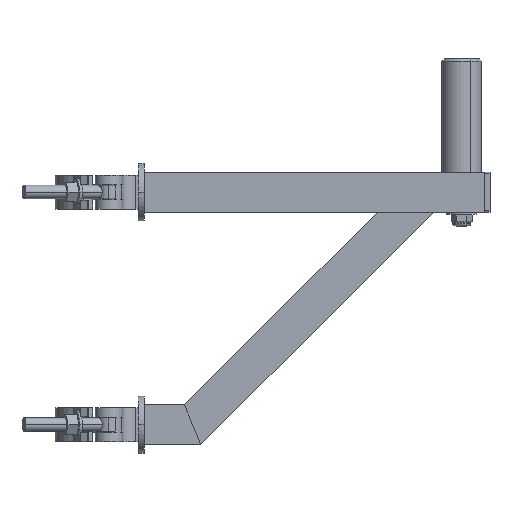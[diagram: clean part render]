
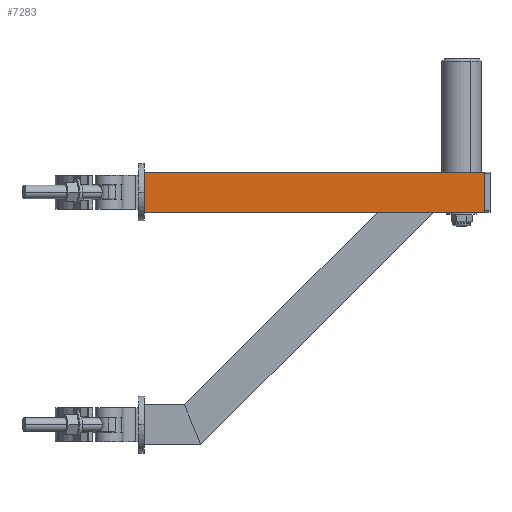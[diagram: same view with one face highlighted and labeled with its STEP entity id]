
A CAD part, top view. The second image highlights one B-rep face of the part: STEP entity #7283.
In plain terms, the highlighted planar face has unit normal (0, 0, 1).
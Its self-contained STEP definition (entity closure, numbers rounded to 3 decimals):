
#196 = CARTESIAN_POINT ( 'NONE',  ( 300., 0., 17.5 ) ) ;
#353 = CARTESIAN_POINT ( 'NONE',  ( 300., 0., 17.5 ) ) ;
#734 = PLANE ( 'NONE',  #6259 ) ;
#758 = VECTOR ( 'NONE', #2895, 1000. ) ;
#793 = LINE ( 'NONE', #196, #5558 ) ;
#1269 = EDGE_CURVE ( 'NONE', #1390, #5338, #6209, .T. ) ;
#1390 = VERTEX_POINT ( 'NONE', #353 ) ;
#1466 = DIRECTION ( 'NONE',  ( 0., -1., 0. ) ) ;
#1566 = VECTOR ( 'NONE', #7518, 1000. ) ;
#2110 = CARTESIAN_POINT ( 'NONE',  ( 0., 0., 17.5 ) ) ;
#2137 = DIRECTION ( 'NONE',  ( 0., 0., -1. ) ) ;
#2334 = ORIENTED_EDGE ( 'NONE', *, *, #4389, .F. ) ;
#2778 = ORIENTED_EDGE ( 'NONE', *, *, #1269, .F. ) ;
#2895 = DIRECTION ( 'NONE',  ( 0., -1., 0. ) ) ;
#2971 = DIRECTION ( 'NONE',  ( -1., 0., 0. ) ) ;
#3310 = CARTESIAN_POINT ( 'NONE',  ( 0., 0., 17.5 ) ) ;
#3647 = ORIENTED_EDGE ( 'NONE', *, *, #4009, .T. ) ;
#3760 = VERTEX_POINT ( 'NONE', #4058 ) ;
#3890 = EDGE_CURVE ( 'NONE', #7866, #3760, #7932, .T. ) ;
#3906 = EDGE_LOOP ( 'NONE', ( #3647, #2778, #2334, #6330 ) ) ;
#4009 = EDGE_CURVE ( 'NONE', #3760, #5338, #7680, .T. ) ;
#4058 = CARTESIAN_POINT ( 'NONE',  ( 0., 35., 17.5 ) ) ;
#4177 = CARTESIAN_POINT ( 'NONE',  ( 300., 0., 17.5 ) ) ;
#4389 = EDGE_CURVE ( 'NONE', #7866, #1390, #793, .T. ) ;
#5230 = CARTESIAN_POINT ( 'NONE',  ( 300., 35., 17.5 ) ) ;
#5338 = VERTEX_POINT ( 'NONE', #3310 ) ;
#5558 = VECTOR ( 'NONE', #1466, 1000. ) ;
#6209 = LINE ( 'NONE', #4177, #1566 ) ;
#6259 = AXIS2_PLACEMENT_3D ( 'NONE', #7082, #2137, #2971 ) ;
#6330 = ORIENTED_EDGE ( 'NONE', *, *, #3890, .T. ) ;
#7082 = CARTESIAN_POINT ( 'NONE',  ( 300., 0., 17.5 ) ) ;
#7283 = ADVANCED_FACE ( 'NONE', ( #8335 ), #734, .F. ) ;
#7518 = DIRECTION ( 'NONE',  ( -1., 0., 0. ) ) ;
#7680 = LINE ( 'NONE', #2110, #758 ) ;
#7735 = CARTESIAN_POINT ( 'NONE',  ( 300., 35., 17.5 ) ) ;
#7866 = VERTEX_POINT ( 'NONE', #7735 ) ;
#7932 = LINE ( 'NONE', #5230, #8260 ) ;
#8260 = VECTOR ( 'NONE', #8609, 1000. ) ;
#8335 = FACE_OUTER_BOUND ( 'NONE', #3906, .T. ) ;
#8609 = DIRECTION ( 'NONE',  ( -1., 0., 0. ) ) ;
